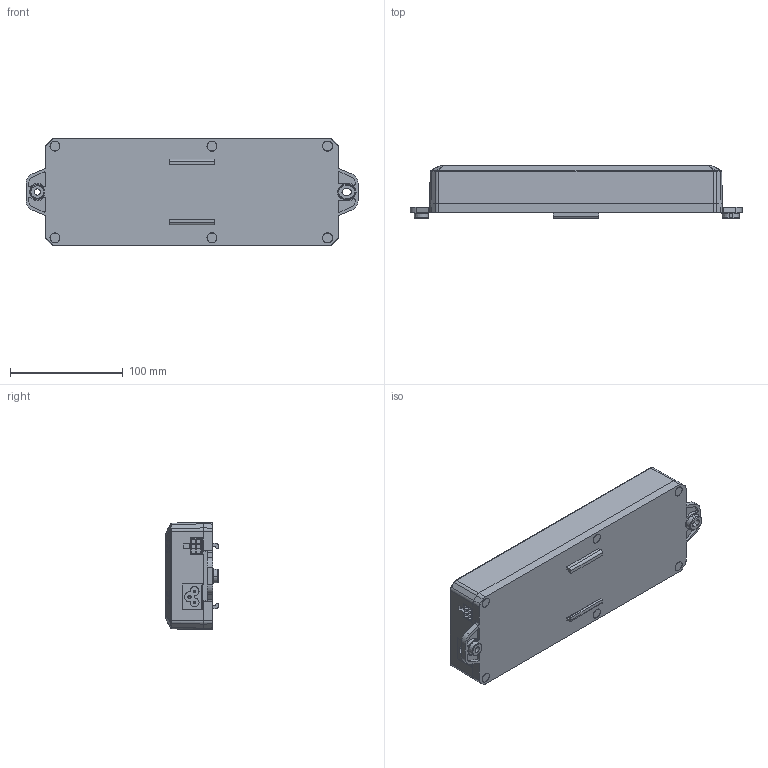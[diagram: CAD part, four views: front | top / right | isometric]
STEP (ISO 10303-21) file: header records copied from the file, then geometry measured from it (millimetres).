
FILE_DESCRIPTION((''),'2;1');
FILE_NAME('JCB35N2_ASM','2020-01-03T19:33:39',('u'),('捷昌驱动'),'CREO PARAMETRIC BY PTC INC, 2018100','CREO PARAMETRIC BY PTC INC, 2018100','');
FILE_SCHEMA(('CONFIG_CONTROL_DESIGN'));
Length unit declared in the file: millimetre
Products named in the file (18): JCB35N2-LXC_2_1_1_1_1; JCB35N2-DYB_ASM_3_1_ASM_1_ASM_1_ASM; JCB35N2-SK-20150417_21_1_1_1_1; JCB35N2-XK-20150417_20_1_1_1_1_; JCB35N2-XK-20150417_20_1_1_1_2_; JCB35N2-XK-20150417_20_1_1_1_AS_ASM; 6P-20141119-DC_2_1_1_1_1; 8P-20141119-DC_3_1_1_1_1; JCB35N2-LXC_2_1_1_1; JCB35N1-KZB_ASM_10_1_ASM_1_ASM__ASM; ST3D5X16_1_1_1_1_1; JCB35J-XJD_2_1_1_1_1; JCB35N2-SXK-20150417_ASM_19_1_A_ASM; ASM0001_ASM_1_ASM_1_ASM_1_ASM; JCB35N2_ASM_1_ASM_1_ASM; JCB35N2_ASM_1_ASM; 0001; JCB35N2_ASM
Assembly tree (27 placements, depth 7):
  JCB35N2_ASM
    JCB35N2_ASM_1_ASM
      JCB35N2_ASM_1_ASM_1_ASM
        ASM0001_ASM_1_ASM_1_ASM_1_ASM
          JCB35N2-SXK-20150417_ASM_19_1_A_ASM
            JCB35N2-DYB_ASM_3_1_ASM_1_ASM_1_ASM
              JCB35N2-LXC_2_1_1_1_1
            JCB35N2-SK-20150417_21_1_1_1_1
            JCB35N2-XK-20150417_20_1_1_1_AS_ASM
              JCB35N2-XK-20150417_20_1_1_1_1_
              JCB35N2-XK-20150417_20_1_1_1_2_
            JCB35N1-KZB_ASM_10_1_ASM_1_ASM__ASM
              6P-20141119-DC_2_1_1_1_1
              8P-20141119-DC_3_1_1_1_1
              JCB35N2-LXC_2_1_1_1
            ST3D5X16_1_1_1_1_1  x6
            JCB35J-XJD_2_1_1_1_1  x6
    0001
Bounding box: 295 x 47 x 95 mm (x, y, z)
Volume: 869241.1 mm3; surface area: 210961.2 mm2
Topology: 20 solids, 23 shells, 1782 faces, 4965 edges, 3299 vertices
Faces by surface type: plane 1021, cylinder 397, extrusion 134, bspline 117, cone 66, torus 29, sphere 18
Entity records: 56196 total; most frequent: CARTESIAN_POINT 17589, ORIENTED_EDGE 8496, DIRECTION 7023, EDGE_CURVE 4255, VECTOR 2901, VERTEX_POINT 2834, LINE 2767, AXIS2_PLACEMENT_3D 2061
